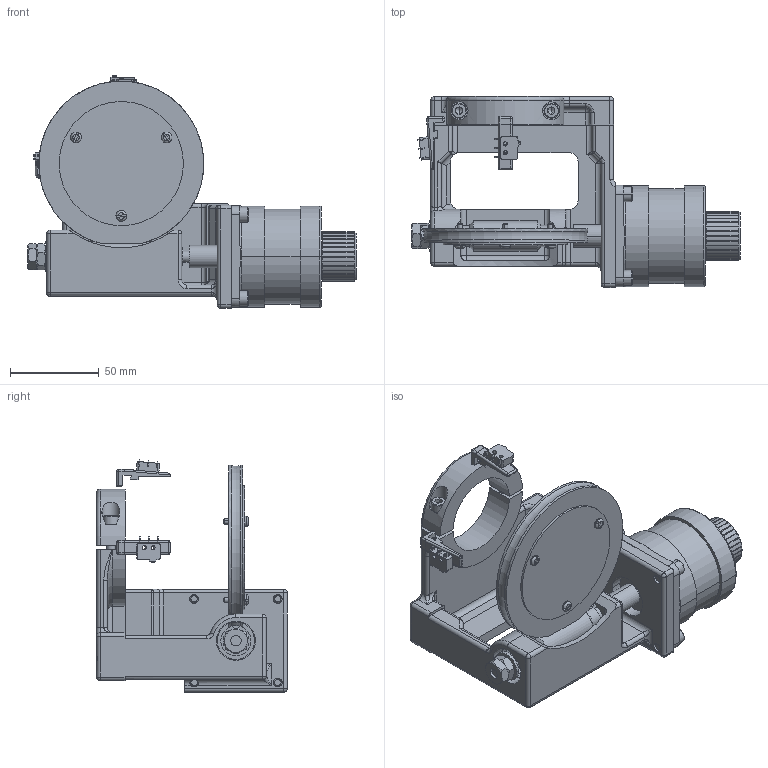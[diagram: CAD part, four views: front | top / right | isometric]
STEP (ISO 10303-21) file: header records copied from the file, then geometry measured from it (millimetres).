
FILE_DESCRIPTION((''),'2;1');
FILE_NAME('ZRDMKW','2017-06-07T',('gavin.marshall'),(''),'CREO PARAMETRIC BY PTC INC, 2015080','CREO PARAMETRIC BY PTC INC, 2015080','');
FILE_SCHEMA(('AUTOMOTIVE_DESIGN { 1 0 10303 214 1 1 1 1 }'));
Length unit declared in the file: millimetre
Products named in the file (1): ZRDMKW
Bounding box: 184.9 x 107.5 x 130.97 mm (x, y, z)
Volume: 373758.7 mm3; surface area: 103209.2 mm2
Topology: 3 solids, 12 shells, 1026 faces, 2783 edges, 1794 vertices
Faces by surface type: plane 453, cylinder 390, cone 118, sphere 28, torus 27, bspline 10
Entity records: 43657 total; most frequent: CARTESIAN_POINT 9920, DIRECTION 5579, ORIENTED_EDGE 5444, EDGE_CURVE 2722, AXIS2_PLACEMENT_3D 2152, VERTEX_POINT 1794, VECTOR 1275, LINE 1275
